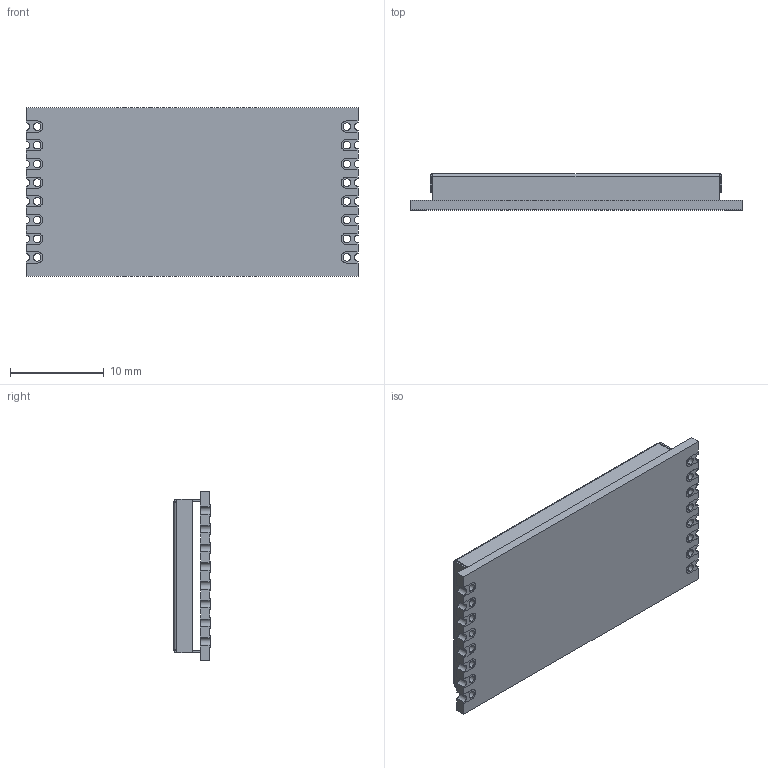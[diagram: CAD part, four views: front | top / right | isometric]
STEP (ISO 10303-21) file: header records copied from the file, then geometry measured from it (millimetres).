
FILE_DESCRIPTION(('FreeCAD Model'),'2;1');
FILE_NAME('Open CASCADE Shape Model','2024-03-14T16:26:47',('Author'),( ''),'Open CASCADE STEP processor 7.6','FreeCAD','Unknown');
FILE_SCHEMA(('AUTOMOTIVE_DESIGN { 1 0 10303 214 1 1 1 1 }'));
Length unit declared in the file: millimetre
Products named in the file (3): RFM98PW_RFM95PW002; RFM98PW_RFM95PW; RFM98PW_RFM95PW001
Assembly tree (2 placements, depth 2):
  RFM98PW_RFM95PW002
    RFM98PW_RFM95PW
    RFM98PW_RFM95PW001
Bounding box: 35.5 x 3.87 x 18 mm (x, y, z)
Volume: 772.1 mm3; surface area: 2888.3 mm2
Topology: 2 solids, 2 shells, 493 faces, 1351 edges, 890 vertices
Faces by surface type: plane 328, cylinder 90, bspline 75
Entity records: 21386 total; most frequent: CARTESIAN_POINT 7700, ORIENTED_EDGE 2702, DIRECTION 2223, EDGE_CURVE 1351, LINE 1021, VECTOR 1021, VERTEX_POINT 890, AXIS2_PLACEMENT_3D 601
